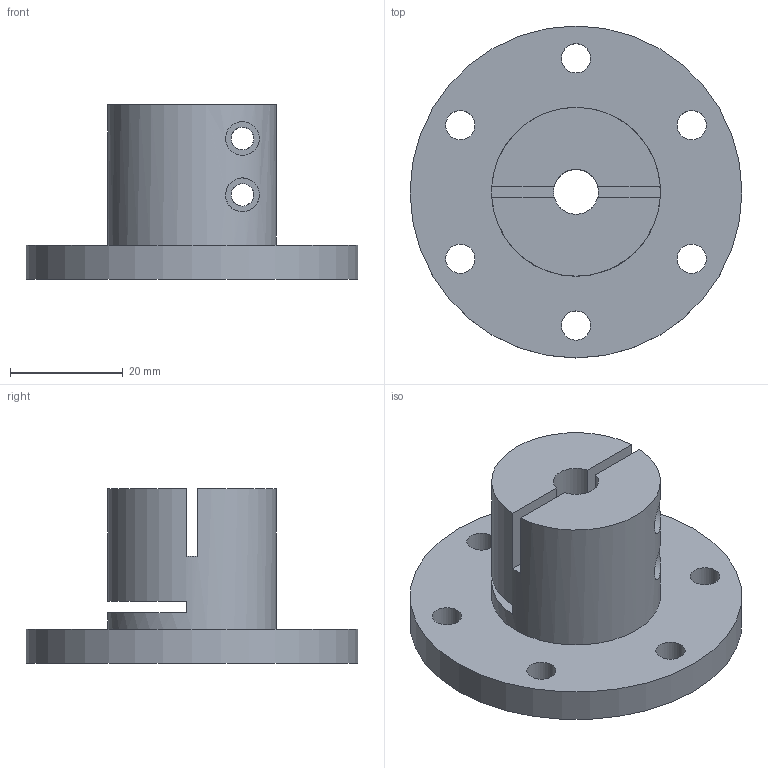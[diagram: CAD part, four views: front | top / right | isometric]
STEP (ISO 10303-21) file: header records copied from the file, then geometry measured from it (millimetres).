
FILE_DESCRIPTION(/* description */ (''),/* implementation_level */ '2;1');
FILE_NAME(/* name */ 'Anti-Slip Coupling.step',/* time_stamp */ '2023-08-14T18:15:10+05:30',/* author */ (''),/* organization */ (''),/* preprocessor_version */ 'ST-DEVELOPER v20',/* originating_system */ 'Autodesk Translation Framework v12.9.0.99',/* authorisation */ '');
FILE_SCHEMA (('AUTOMOTIVE_DESIGN { 1 0 10303 214 3 1 1 }'));
Length unit declared in the file: millimetre
Products named in the file (1): Anti-Slip Coupling
Bounding box: 59 x 59 x 31 mm (x, y, z)
Volume: 29594.8 mm3; surface area: 11584.5 mm2
Topology: 1 solids, 1 shells, 29 faces, 75 edges, 50 vertices
Faces by surface type: cylinder 15, plane 14
Full cylindrical faces by diameter (mm): 4 x4, 5.2 x6, 6 x2, 8 x1, 30 x1, 59 x1
Entity records: 1121 total; most frequent: CARTESIAN_POINT 295, DIRECTION 167, ORIENTED_EDGE 150, EDGE_CURVE 75, AXIS2_PLACEMENT_3D 66, EDGE_LOOP 53, VERTEX_POINT 50, CIRCLE 36
